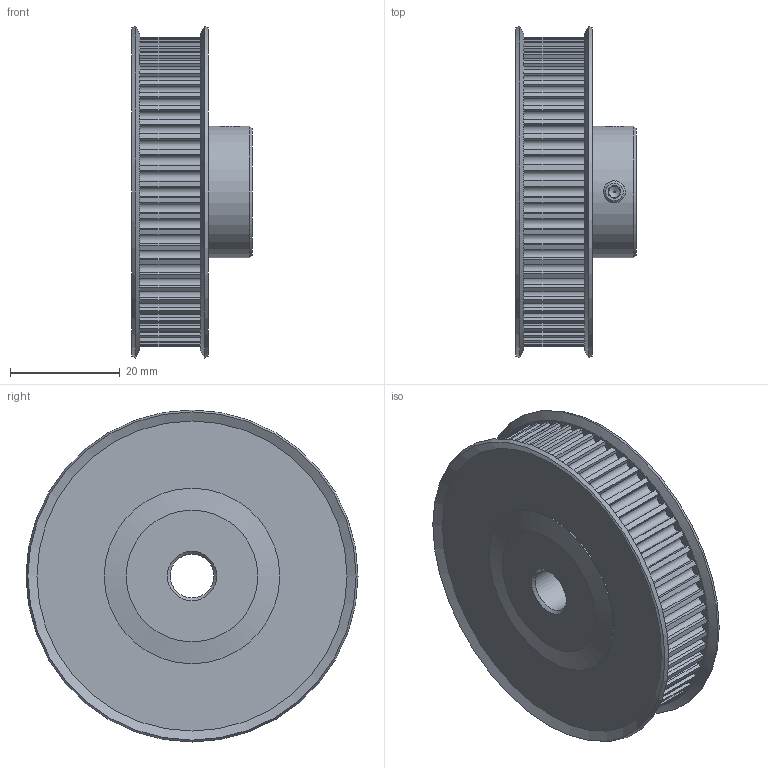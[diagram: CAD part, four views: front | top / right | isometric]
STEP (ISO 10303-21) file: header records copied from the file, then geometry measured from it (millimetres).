
FILE_DESCRIPTION(('FreeCAD Model'),'2;1');
FILE_NAME('Open CASCADE Shape Model','2024-11-09T20:23:39',(''),(''), 'Open CASCADE STEP processor 7.6','FreeCAD','Unknown');
FILE_SCHEMA(('CONFIG_CONTROL_DESIGN','SHAPE_APPEARANCE_LAYER_MIM'));
Length unit declared in the file: millimetre
Products named in the file (4): HTD_3M_60_Tooth_Pulley_8mm_Bore; Cut001; M4x6-Screw; M4x6-Screw001
Assembly tree (3 placements, depth 2):
  HTD_3M_60_Tooth_Pulley_8mm_Bore
    Cut001
    M4x6-Screw
    M4x6-Screw001
Bounding box: 22 x 60.53 x 60.53 mm (x, y, z)
Volume: 33645.1 mm3; surface area: 11667.4 mm2
Topology: 3 solids, 3 shells, 301 faces, 1193 edges, 900 vertices
Faces by surface type: plane 142, cylinder 128, cone 29, sphere 2
Full cylindrical faces by diameter (mm): 4 x2, 4.04 x2, 8 x1, 24 x1, 32 x2
Entity records: 29792 total; most frequent: CARTESIAN_POINT 6305, DIRECTION 4543, ORIENTED_EDGE 2382, PCURVE 2382, DEFINITIONAL_REPRESENTATION 2382, LINE 1977, VECTOR 1977, CIRCLE 1266
